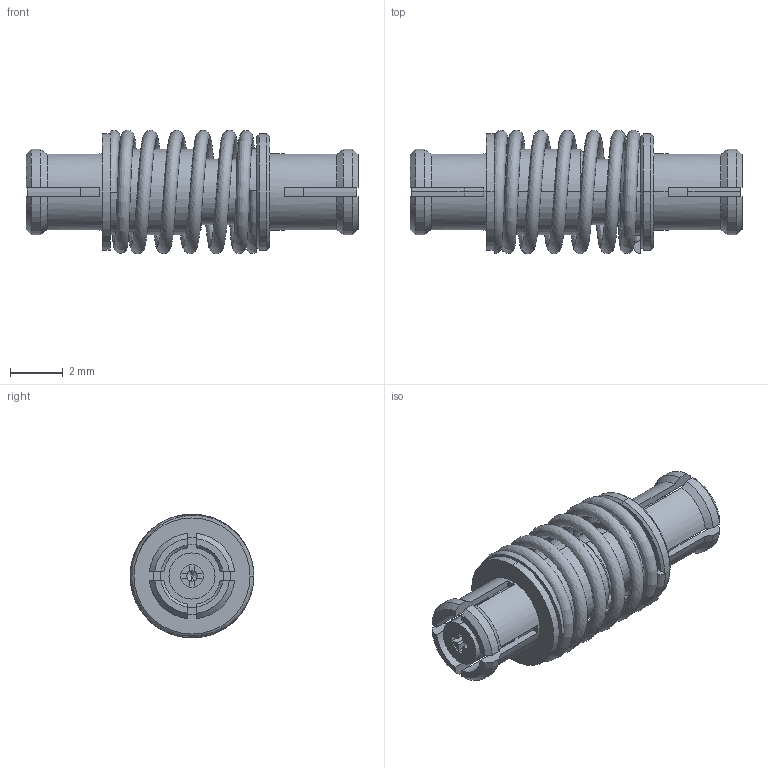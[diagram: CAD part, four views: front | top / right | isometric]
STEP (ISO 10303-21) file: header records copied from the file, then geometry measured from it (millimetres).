
FILE_DESCRIPTION (( 'STEP AP203' ), '1' );
FILE_NAME ('镱滹痼骅礤眄.STEP', '2023-08-28T03:26:43', ( '' ), ( '' ), 'SwSTEP 2.0', 'SolidWorks 2018', '' );
FILE_SCHEMA (( 'CONFIG_CONTROL_DESIGN' ));
Length unit declared in the file: millimetre
Products named in the file (1): 镱滹痼骅礤眄
Bounding box: 12.59 x 4.69 x 4.69 mm (x, y, z)
Volume: 101.8 mm3; surface area: 379.8 mm2
Topology: 2 solids, 2 shells, 175 faces, 477 edges, 312 vertices
Faces by surface type: plane 78, cylinder 60, cone 36, bspline 1
Entity records: 6971 total; most frequent: CARTESIAN_POINT 2410, DIRECTION 958, ORIENTED_EDGE 946, EDGE_CURVE 473, AXIS2_PLACEMENT_3D 362, VERTEX_POINT 312, VECTOR 234, LINE 234
